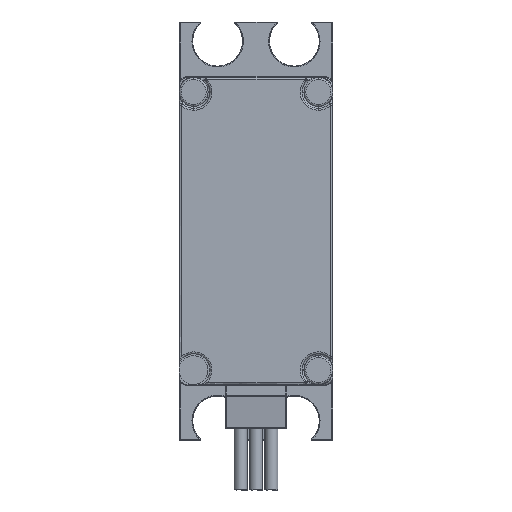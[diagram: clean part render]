
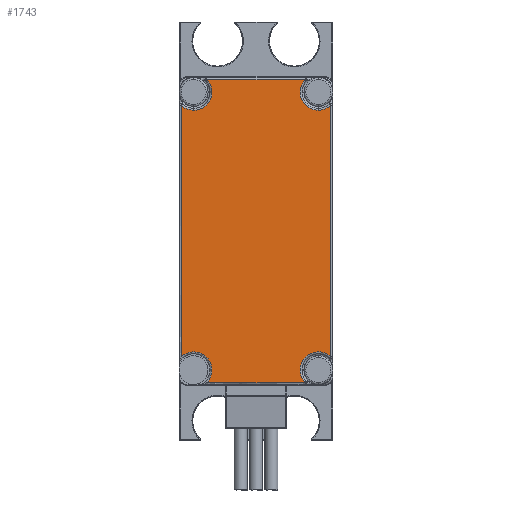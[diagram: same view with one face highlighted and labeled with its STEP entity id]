
A CAD part, front view. The second image highlights one B-rep face of the part: STEP entity #1743.
In plain terms, the highlighted free-form (B-spline) face has degree [1, 1] with [2, 2] control points.
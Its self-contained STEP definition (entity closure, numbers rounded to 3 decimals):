
#246 = EDGE_CURVE('',#247,#249,#251,.T.);
#247 = VERTEX_POINT('',#248);
#248 = CARTESIAN_POINT('',(-8.687,2.192,
    -4.544));
#249 = VERTEX_POINT('',#250);
#250 = CARTESIAN_POINT('',(-10.424,2.192,
    -3.857));
#251 = ( BOUNDED_CURVE() B_SPLINE_CURVE(2,(#252,#253,#254),
.UNSPECIFIED.,.F.,.F.) B_SPLINE_CURVE_WITH_KNOTS((3,3),(0.,0.754)
,.PIECEWISE_BEZIER_KNOTS.) CURVE() GEOMETRIC_REPRESENTATION_ITEM() 
RATIONAL_B_SPLINE_CURVE((1.,0.93,1.)) REPRESENTATION_ITEM('') 
  );
#252 = CARTESIAN_POINT('',(-8.687,2.192,
    -4.544));
#253 = CARTESIAN_POINT('',(-9.692,2.192,
    -4.544));
#254 = CARTESIAN_POINT('',(-10.424,2.192,
    -3.857));
#341 = EDGE_CURVE('',#342,#344,#346,.T.);
#342 = VERTEX_POINT('',#343);
#343 = CARTESIAN_POINT('',(8.687,2.192,-4.544
    ));
#344 = VERTEX_POINT('',#345);
#345 = CARTESIAN_POINT('',(6.835,2.192,-0.267
    ));
#346 = ( BOUNDED_CURVE() B_SPLINE_CURVE(2,(#347,#348,#349),
.UNSPECIFIED.,.F.,.F.) B_SPLINE_CURVE_WITH_KNOTS((3,3),(0.,
2.324),.PIECEWISE_BEZIER_KNOTS.) CURVE() 
GEOMETRIC_REPRESENTATION_ITEM() RATIONAL_B_SPLINE_CURVE((1.,
0.397,1.)) REPRESENTATION_ITEM('') );
#347 = CARTESIAN_POINT('',(8.687,2.192,-4.544
    ));
#348 = CARTESIAN_POINT('',(2.823,2.192,-4.544
    ));
#349 = CARTESIAN_POINT('',(6.835,2.192,-0.267
    ));
#1743 = ADVANCED_FACE('',(#1744),#1808,.T.);
#1744 = FACE_BOUND('',#1745,.T.);
#1745 = EDGE_LOOP('',(#1746,#1754,#1755,#1762,#1768,#1769,#1776,#1786,
    #1793,#1803));
#1746 = ORIENTED_EDGE('',*,*,#1747,.T.);
#1747 = EDGE_CURVE('',#1748,#342,#1750,.T.);
#1748 = VERTEX_POINT('',#1749);
#1749 = CARTESIAN_POINT('',(10.424,2.192,
    -3.857));
#1750 = ( BOUNDED_CURVE() B_SPLINE_CURVE(2,(#1751,#1752,#1753),
.UNSPECIFIED.,.F.,.F.) B_SPLINE_CURVE_WITH_KNOTS((3,3),(5.53,
6.283),.PIECEWISE_BEZIER_KNOTS.) CURVE() 
GEOMETRIC_REPRESENTATION_ITEM() RATIONAL_B_SPLINE_CURVE((1.,
0.93,1.)) REPRESENTATION_ITEM('') );
#1751 = CARTESIAN_POINT('',(10.424,2.192,
    -3.857));
#1752 = CARTESIAN_POINT('',(9.692,2.192,
    -4.544));
#1753 = CARTESIAN_POINT('',(8.687,2.192,
    -4.544));
#1754 = ORIENTED_EDGE('',*,*,#341,.T.);
#1755 = ORIENTED_EDGE('',*,*,#1756,.T.);
#1756 = EDGE_CURVE('',#344,#1757,#1759,.T.);
#1757 = VERTEX_POINT('',#1758);
#1758 = CARTESIAN_POINT('',(-6.835,2.192,
    -0.267));
#1759 = B_SPLINE_CURVE_WITH_KNOTS('',1,(#1760,#1761),.UNSPECIFIED.,.F.,
  .F.,(2,2),(-6.393,6.393),.PIECEWISE_BEZIER_KNOTS.);
#1760 = CARTESIAN_POINT('',(6.835,2.192,
    -0.267));
#1761 = CARTESIAN_POINT('',(-6.835,2.192,
    -0.267));
#1762 = ORIENTED_EDGE('',*,*,#1763,.T.);
#1763 = EDGE_CURVE('',#1757,#247,#1764,.T.);
#1764 = ( BOUNDED_CURVE() B_SPLINE_CURVE(2,(#1765,#1766,#1767),
.UNSPECIFIED.,.F.,.F.) B_SPLINE_CURVE_WITH_KNOTS((3,3),(3.959,
6.283),.PIECEWISE_BEZIER_KNOTS.) CURVE() 
GEOMETRIC_REPRESENTATION_ITEM() RATIONAL_B_SPLINE_CURVE((1.,
0.397,1.)) REPRESENTATION_ITEM('') );
#1765 = CARTESIAN_POINT('',(-6.835,2.192,
    -0.267));
#1766 = CARTESIAN_POINT('',(-2.823,2.192,
    -4.544));
#1767 = CARTESIAN_POINT('',(-8.687,2.192,
    -4.544));
#1768 = ORIENTED_EDGE('',*,*,#246,.T.);
#1769 = ORIENTED_EDGE('',*,*,#1770,.T.);
#1770 = EDGE_CURVE('',#249,#1771,#1773,.T.);
#1771 = VERTEX_POINT('',#1772);
#1772 = CARTESIAN_POINT('',(-10.424,2.192,
    -38.91));
#1773 = B_SPLINE_CURVE_WITH_KNOTS('',1,(#1774,#1775),.UNSPECIFIED.,.F.,
  .F.,(2,2),(-33.518,-0.732),.PIECEWISE_BEZIER_KNOTS.);
#1774 = CARTESIAN_POINT('',(-10.424,2.192,
    -3.857));
#1775 = CARTESIAN_POINT('',(-10.424,2.192,
    -38.91));
#1776 = ORIENTED_EDGE('',*,*,#1777,.T.);
#1777 = EDGE_CURVE('',#1771,#1778,#1780,.T.);
#1778 = VERTEX_POINT('',#1779);
#1779 = CARTESIAN_POINT('',(-6.835,2.192,
    -42.5));
#1780 = ( BOUNDED_CURVE() B_SPLINE_CURVE(2,(#1781,#1782,#1783,#1784,
#1785),.UNSPECIFIED.,.F.,.F.) B_SPLINE_CURVE_WITH_KNOTS((3,2,3),(
    2.388,3.927,5.466),
.PIECEWISE_BEZIER_KNOTS.) CURVE() GEOMETRIC_REPRESENTATION_ITEM() 
RATIONAL_B_SPLINE_CURVE((1.,0.718,1.,0.718,1.)) 
REPRESENTATION_ITEM('') );
#1781 = CARTESIAN_POINT('',(-10.424,2.192,
    -38.91));
#1782 = CARTESIAN_POINT('',(-8.631,2.192,
    -37.227));
#1783 = CARTESIAN_POINT('',(-6.891,2.192,
    -38.967));
#1784 = CARTESIAN_POINT('',(-5.152,2.192,
    -40.706));
#1785 = CARTESIAN_POINT('',(-6.835,2.192,
    -42.5));
#1786 = ORIENTED_EDGE('',*,*,#1787,.T.);
#1787 = EDGE_CURVE('',#1778,#1788,#1790,.T.);
#1788 = VERTEX_POINT('',#1789);
#1789 = CARTESIAN_POINT('',(6.835,2.192,
    -42.5));
#1790 = B_SPLINE_CURVE_WITH_KNOTS('',1,(#1791,#1792),.UNSPECIFIED.,.F.,
  .F.,(2,2),(-12.786,0.),.PIECEWISE_BEZIER_KNOTS.);
#1791 = CARTESIAN_POINT('',(-6.835,2.192,
    -42.5));
#1792 = CARTESIAN_POINT('',(6.835,2.192,
    -42.5));
#1793 = ORIENTED_EDGE('',*,*,#1794,.T.);
#1794 = EDGE_CURVE('',#1788,#1795,#1797,.T.);
#1795 = VERTEX_POINT('',#1796);
#1796 = CARTESIAN_POINT('',(10.424,2.192,
    -38.91));
#1797 = ( BOUNDED_CURVE() B_SPLINE_CURVE(2,(#1798,#1799,#1800,#1801,
#1802),.UNSPECIFIED.,.F.,.F.) B_SPLINE_CURVE_WITH_KNOTS((3,2,3),(
    0.817,2.356,3.895),
.PIECEWISE_BEZIER_KNOTS.) CURVE() GEOMETRIC_REPRESENTATION_ITEM() 
RATIONAL_B_SPLINE_CURVE((1.,0.718,1.,0.718,1.)) 
REPRESENTATION_ITEM('') );
#1798 = CARTESIAN_POINT('',(6.835,2.192,
    -42.5));
#1799 = CARTESIAN_POINT('',(5.152,2.192,
    -40.706));
#1800 = CARTESIAN_POINT('',(6.891,2.192,
    -38.967));
#1801 = CARTESIAN_POINT('',(8.631,2.192,
    -37.227));
#1802 = CARTESIAN_POINT('',(10.424,2.192,
    -38.91));
#1803 = ORIENTED_EDGE('',*,*,#1804,.T.);
#1804 = EDGE_CURVE('',#1795,#1748,#1805,.T.);
#1805 = B_SPLINE_CURVE_WITH_KNOTS('',1,(#1806,#1807),.UNSPECIFIED.,.F.,
  .F.,(2,2),(-36.393,-3.607),.PIECEWISE_BEZIER_KNOTS.);
#1806 = CARTESIAN_POINT('',(10.424,2.192,
    -38.91));
#1807 = CARTESIAN_POINT('',(10.424,2.192,
    -3.857));
#1808 = B_SPLINE_SURFACE_WITH_KNOTS('',1,1,(
    (#1809,#1810)
    ,(#1811,#1812
    )),.UNSPECIFIED.,.F.,.F.,.F.,(2,2),(2,2),(0.25,39.75),(-9.75,9.75),
  .PIECEWISE_BEZIER_KNOTS.);
#1809 = CARTESIAN_POINT('',(-10.424,2.192,
    -0.267));
#1810 = CARTESIAN_POINT('',(10.424,2.192,
    -0.267));
#1811 = CARTESIAN_POINT('',(-10.424,2.192,
    -42.5));
#1812 = CARTESIAN_POINT('',(10.424,2.192,
    -42.5));
